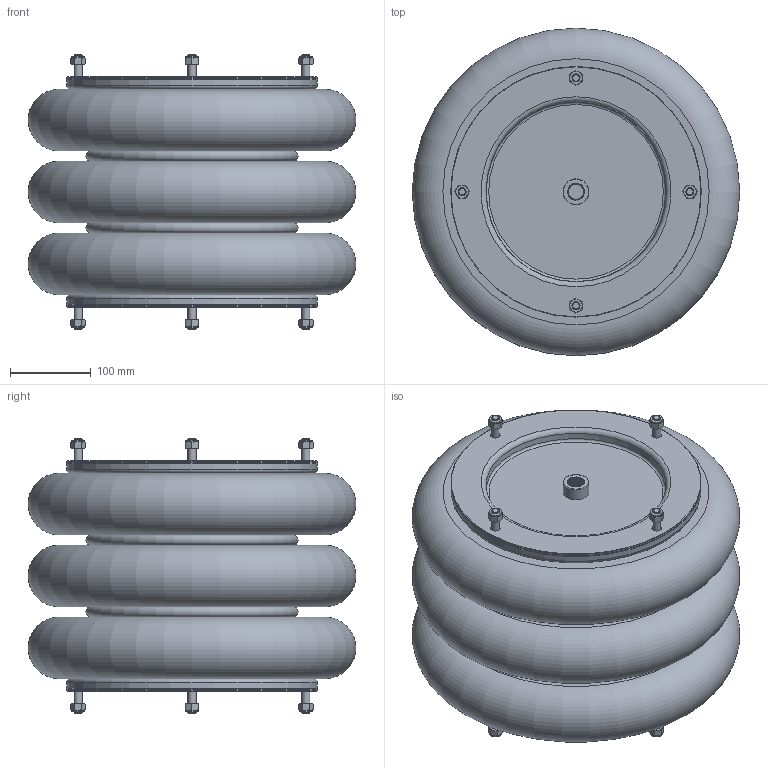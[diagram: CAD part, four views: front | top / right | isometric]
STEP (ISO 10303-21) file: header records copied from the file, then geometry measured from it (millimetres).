
FILE_DESCRIPTION(/* description */ (''),/* implementation_level */ '2;1');
FILE_NAME(/* name */ '6W-16x3-01.stp',/* time_stamp */ '2021-06-14T09:36:43+02:00',/* author */ (''),/* organization */ (''),/* preprocessor_version */ 'ST-DEVELOPER v18.1',/* originating_system */ 'SIEMENS PLM Software NX 1965',/* authorisation */ '');
FILE_SCHEMA (('AP203_CONFIGURATION_CONTROLLED_3D_DESIGN_OF_MECHANICAL_PARTS_AND_ASSEMBLIES_MIM_LF { 1 0 10303 403 2 1 2}'));
Length unit declared in the file: millimetre
Products named in the file (1): hoff1F2CB9E2ojmd
Bounding box: 406.23 x 406.23 x 340.6 mm (x, y, z)
Volume: 3948952.3 mm3; surface area: 2057430.9 mm2
Topology: 24 solids, 24 shells, 359 faces, 703 edges, 417 vertices
Faces by surface type: cone 145, plane 121, cylinder 51, torus 40, bspline 2
Full cylindrical faces by diameter (mm): 8.782 x8, 9 x8, 10 x8, 11.5 x8, 27 x2, 32 x1, 236.5 x4, 242.5 x2, 264.3 x2, 305 x2, 311 x4
Entity records: 10419 total; most frequent: CARTESIAN_POINT 3620, DIRECTION 1362, ORIENTED_EDGE 1094, AXIS2_PLACEMENT_3D 657, EDGE_LOOP 562, EDGE_CURVE 547, VERTEX_POINT 399, FACE_BOUND 396
